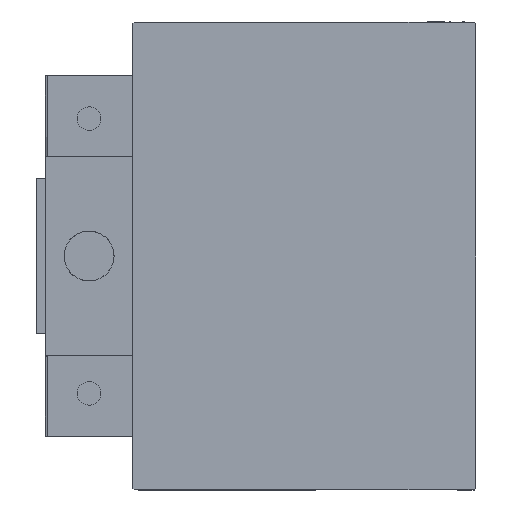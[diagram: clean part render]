
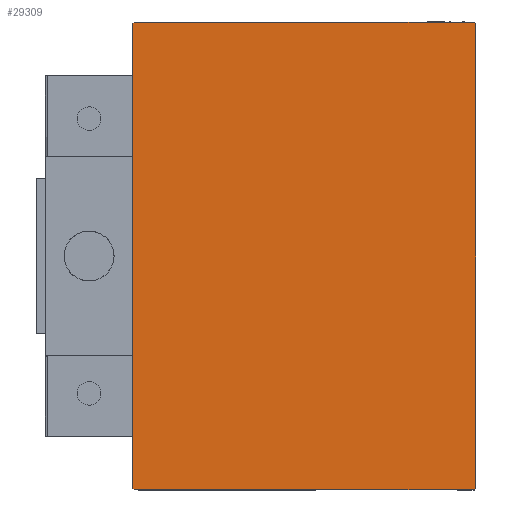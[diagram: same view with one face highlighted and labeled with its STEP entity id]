
A CAD part, left-side view. The second image highlights one B-rep face of the part: STEP entity #29309.
In plain terms, the highlighted face is planar.
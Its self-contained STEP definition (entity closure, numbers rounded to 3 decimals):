
#9 = LINE ( 'NONE', #499, #2614 ) ;
#499 = CARTESIAN_POINT ( 'NONE',  ( 105., -27.5, -37.5 ) ) ;
#1935 = VERTEX_POINT ( 'NONE', #11513 ) ;
#2614 = VECTOR ( 'NONE', #42410, 1000. ) ;
#4917 = DIRECTION ( 'NONE',  ( 0., -1., 0. ) ) ;
#5653 = CARTESIAN_POINT ( 'NONE',  ( 105., 27.5, 37.5 ) ) ;
#5749 = EDGE_CURVE ( 'NONE', #20260, #11366, #32079, .T. ) ;
#6310 = CARTESIAN_POINT ( 'NONE',  ( 105., -32.35, 32.35 ) ) ;
#6415 = LINE ( 'NONE', #48570, #18090 ) ;
#8201 = CARTESIAN_POINT ( 'NONE',  ( 105., 27.2, -37.5 ) ) ;
#9002 = VECTOR ( 'NONE', #13292, 1000. ) ;
#9591 = CARTESIAN_POINT ( 'NONE',  ( 105., 32.35, 32.35 ) ) ;
#9636 = VECTOR ( 'NONE', #4917, 1000. ) ;
#10637 = FACE_OUTER_BOUND ( 'NONE', #50032, .T. ) ;
#11366 = VERTEX_POINT ( 'NONE', #16742 ) ;
#11513 = CARTESIAN_POINT ( 'NONE',  ( 105., 27.5, -37.2 ) ) ;
#12534 = ORIENTED_EDGE ( 'NONE', *, *, #42642, .T. ) ;
#13236 = ORIENTED_EDGE ( 'NONE', *, *, #44476, .T. ) ;
#13292 = DIRECTION ( 'NONE',  ( 0., 0., -1. ) ) ;
#14293 = VERTEX_POINT ( 'NONE', #41012 ) ;
#14538 = ORIENTED_EDGE ( 'NONE', *, *, #14638, .T. ) ;
#14638 = EDGE_CURVE ( 'NONE', #45926, #46555, #29020, .T. ) ;
#14684 = DIRECTION ( 'NONE',  ( 0., 0.707, 0.707 ) ) ;
#14792 = VECTOR ( 'NONE', #21398, 1000. ) ;
#15444 = CARTESIAN_POINT ( 'NONE',  ( 105., 0., 0. ) ) ;
#16167 = EDGE_CURVE ( 'NONE', #49730, #1935, #33720, .T. ) ;
#16742 = CARTESIAN_POINT ( 'NONE',  ( 105., -27.2, 37.5 ) ) ;
#16839 = CARTESIAN_POINT ( 'NONE',  ( 105., -27.5, 37.5 ) ) ;
#17624 = EDGE_CURVE ( 'NONE', #46555, #50022, #32324, .T. ) ;
#18009 = EDGE_CURVE ( 'NONE', #14293, #20260, #36020, .T. ) ;
#18090 = VECTOR ( 'NONE', #44765, 1000. ) ;
#18545 = CARTESIAN_POINT ( 'NONE',  ( 105., -27.2, -37.5 ) ) ;
#19139 = ORIENTED_EDGE ( 'NONE', *, *, #34164, .T. ) ;
#20260 = VERTEX_POINT ( 'NONE', #38192 ) ;
#20603 = ORIENTED_EDGE ( 'NONE', *, *, #17624, .T. ) ;
#21398 = DIRECTION ( 'NONE',  ( 0., 0.707, -0.707 ) ) ;
#21650 = CARTESIAN_POINT ( 'NONE',  ( 105., -32.35, -32.35 ) ) ;
#21768 = ORIENTED_EDGE ( 'NONE', *, *, #5749, .T. ) ;
#21799 = LINE ( 'NONE', #6310, #27577 ) ;
#23322 = DIRECTION ( 'NONE',  ( 1., 0., 0. ) ) ;
#24498 = VECTOR ( 'NONE', #47220, 1000. ) ;
#26362 = PLANE ( 'NONE',  #35501 ) ;
#27577 = VECTOR ( 'NONE', #33718, 1000. ) ;
#29020 = LINE ( 'NONE', #16839, #9002 ) ;
#29155 = CARTESIAN_POINT ( 'NONE',  ( 105., -27.5, -37.2 ) ) ;
#29309 = ADVANCED_FACE ( 'NONE', ( #10637 ), #26362, .T. ) ;
#30182 = DIRECTION ( 'NONE',  ( 0., 0., -1. ) ) ;
#30591 = CARTESIAN_POINT ( 'NONE',  ( 105., -27.5, 37.2 ) ) ;
#31760 = VECTOR ( 'NONE', #14684, 1000. ) ;
#32079 = LINE ( 'NONE', #5653, #9636 ) ;
#32324 = LINE ( 'NONE', #21650, #14792 ) ;
#33718 = DIRECTION ( 'NONE',  ( 0., -0.707, -0.707 ) ) ;
#33720 = LINE ( 'NONE', #49236, #31760 ) ;
#34164 = EDGE_CURVE ( 'NONE', #11366, #45926, #21799, .T. ) ;
#35501 = AXIS2_PLACEMENT_3D ( 'NONE', #15444, #23322, #30182 ) ;
#36020 = LINE ( 'NONE', #9591, #24498 ) ;
#38192 = CARTESIAN_POINT ( 'NONE',  ( 105., 27.2, 37.5 ) ) ;
#41012 = CARTESIAN_POINT ( 'NONE',  ( 105., 27.5, 37.2 ) ) ;
#42410 = DIRECTION ( 'NONE',  ( 0., 1., 0. ) ) ;
#42642 = EDGE_CURVE ( 'NONE', #50022, #49730, #9, .T. ) ;
#44052 = ORIENTED_EDGE ( 'NONE', *, *, #16167, .T. ) ;
#44476 = EDGE_CURVE ( 'NONE', #1935, #14293, #6415, .T. ) ;
#44765 = DIRECTION ( 'NONE',  ( 0., 0., 1. ) ) ;
#45926 = VERTEX_POINT ( 'NONE', #30591 ) ;
#46555 = VERTEX_POINT ( 'NONE', #29155 ) ;
#47220 = DIRECTION ( 'NONE',  ( 0., -0.707, 0.707 ) ) ;
#48563 = ORIENTED_EDGE ( 'NONE', *, *, #18009, .T. ) ;
#48570 = CARTESIAN_POINT ( 'NONE',  ( 105., 27.5, -37.5 ) ) ;
#49236 = CARTESIAN_POINT ( 'NONE',  ( 105., 32.35, -32.35 ) ) ;
#49730 = VERTEX_POINT ( 'NONE', #8201 ) ;
#50022 = VERTEX_POINT ( 'NONE', #18545 ) ;
#50032 = EDGE_LOOP ( 'NONE', ( #12534, #44052, #13236, #48563, #21768, #19139, #14538, #20603 ) ) ;
